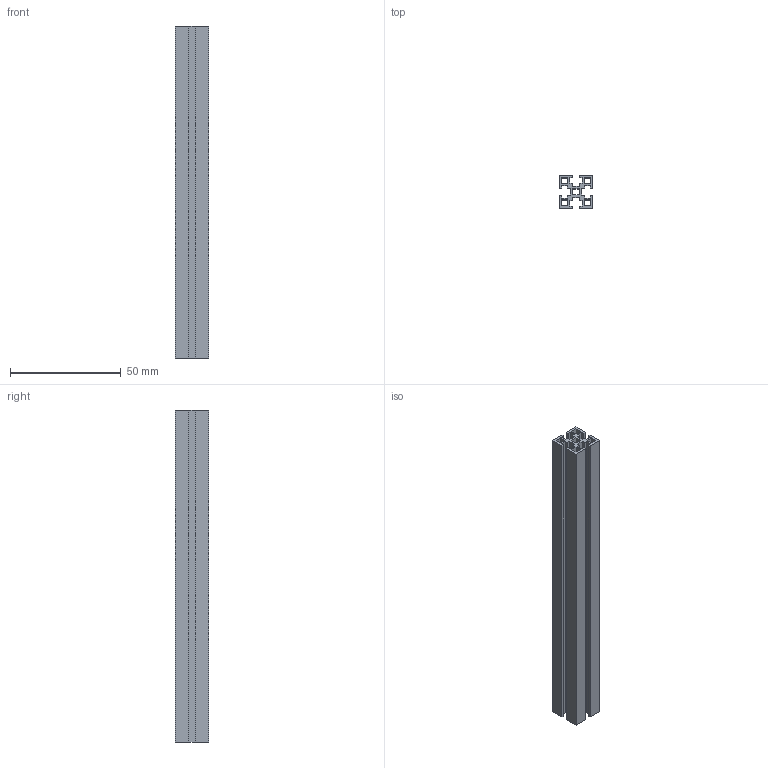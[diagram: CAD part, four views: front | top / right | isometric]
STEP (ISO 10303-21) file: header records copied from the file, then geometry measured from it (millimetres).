
FILE_DESCRIPTION(('FreeCAD Model'),'2;1');
FILE_NAME('Open CASCADE Shape Model','2022-02-19T18:15:27',('Author'),( ''),'Open CASCADE STEP processor 7.5','FreeCAD','Unknown');
FILE_SCHEMA(('AUTOMOTIVE_DESIGN { 1 0 10303 214 1 1 1 1 }'));
Length unit declared in the file: millimetre
Products named in the file (1): Pad
Bounding box: 15 x 15 x 150 mm (x, y, z)
Volume: 14866.1 mm3; surface area: 26688.2 mm2
Topology: 1 solids, 1 shells, 74 faces, 216 edges, 144 vertices
Faces by surface type: plane 74
Entity records: 5250 total; most frequent: CARTESIAN_POINT 867, DIRECTION 798, LINE 648, VECTOR 648, ORIENTED_EDGE 432, PCURVE 432, DEFINITIONAL_REPRESENTATION 432, EDGE_CURVE 216
